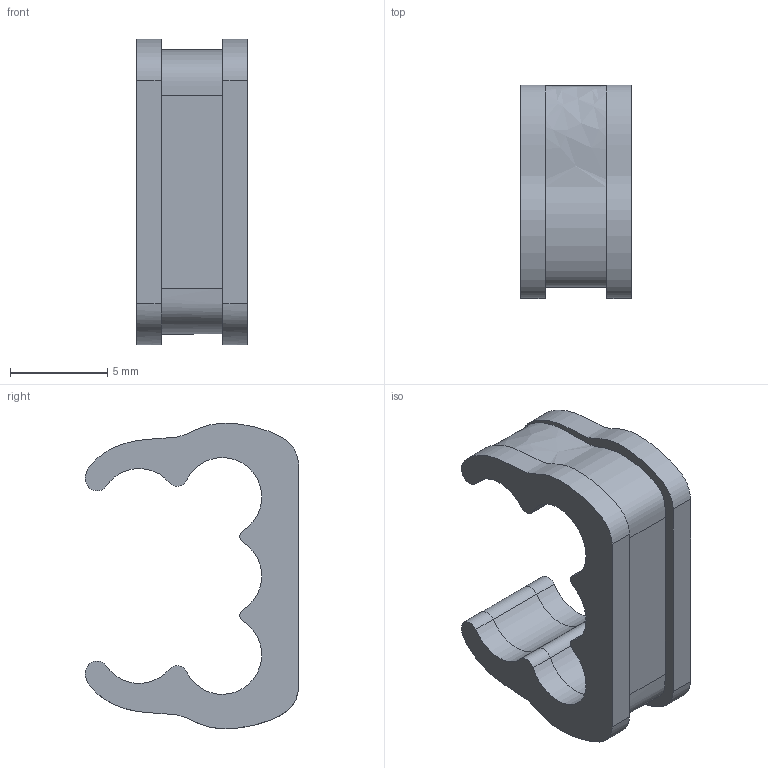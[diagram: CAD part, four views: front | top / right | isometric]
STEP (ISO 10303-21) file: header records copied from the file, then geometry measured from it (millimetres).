
FILE_DESCRIPTION(/* description */ (''),/* implementation_level */ '2;1');
FILE_NAME(/* name */ '3 wire (ziptie) v2.step',/* time_stamp */ '2020-07-04T18:36:07-07:00',/* author */ (''),/* organization */ (''),/* preprocessor_version */ 'ST-DEVELOPER v18.1',/* originating_system */ 'Autodesk Translation Framework v9.3.0.1241',/* authorisation */ '');
FILE_SCHEMA (('AUTOMOTIVE_DESIGN { 1 0 10303 214 3 1 1 }'));
Length unit declared in the file: inch
Products named in the file (4): 3 wire (ziptie); 3 wire (ht); Component1; Component1_1
Assembly tree (4 placements, depth 3):
  3 wire (ziptie)
    Component1_1  x2
    3 wire (ht)
      Component1
Bounding box: 5.71 x 10.99 x 15.73 mm (x, y, z)
Volume: 313.7 mm3; surface area: 748.2 mm2
Topology: 3 solids, 3 shells, 48 faces, 126 edges, 84 vertices
Faces by surface type: cylinder 33, plane 9, bspline 6
Entity records: 1555 total; most frequent: CARTESIAN_POINT 648, DIRECTION 192, ORIENTED_EDGE 168, EDGE_CURVE 84, AXIS2_PLACEMENT_3D 80, VERTEX_POINT 56, CIRCLE 44, FACE_OUTER_BOUND 32
